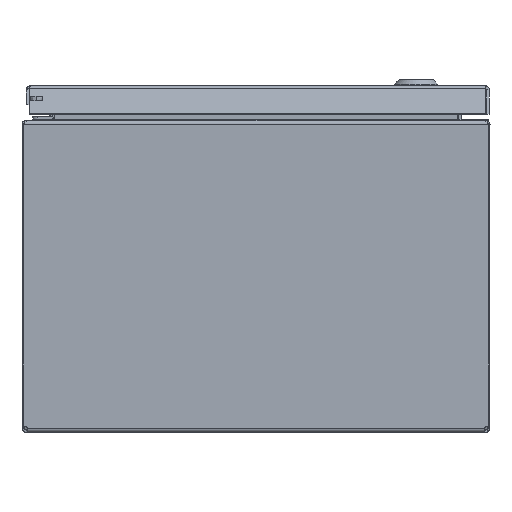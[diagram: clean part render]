
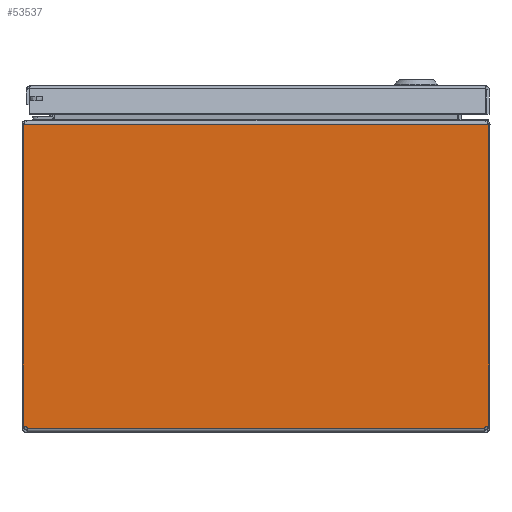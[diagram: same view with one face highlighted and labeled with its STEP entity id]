
A CAD part, front view. The second image highlights one B-rep face of the part: STEP entity #53537.
In plain terms, the highlighted planar face has unit normal (0, -1, 0).
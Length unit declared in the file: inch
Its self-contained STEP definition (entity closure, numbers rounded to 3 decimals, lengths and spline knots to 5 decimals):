
#609 = DIRECTION ( 'NONE',  ( 0., 0., -1. ) ) ;
#3243 = DIRECTION ( 'NONE',  ( 0., 1., 0. ) ) ;
#3609 = CARTESIAN_POINT ( 'NONE',  ( -5.92511, -9.66888, 0.07489 ) ) ;
#3640 = CARTESIAN_POINT ( 'NONE',  ( 0., -9.66888, 0.10525 ) ) ;
#6751 = DIRECTION ( 'NONE',  ( 0., 0., 1. ) ) ;
#7162 = FACE_OUTER_BOUND ( 'NONE', #43212, .T. ) ;
#8130 = ORIENTED_EDGE ( 'NONE', *, *, #47759, .T. ) ;
#9327 = CARTESIAN_POINT ( 'NONE',  ( -5.963, -9.66888, 0.10525 ) ) ;
#11851 = ORIENTED_EDGE ( 'NONE', *, *, #38274, .F. ) ;
#12388 = EDGE_CURVE ( 'NONE', #43096, #24425, #37550, .T. ) ;
#12550 = VERTEX_POINT ( 'NONE', #24779 ) ;
#13026 = CARTESIAN_POINT ( 'NONE',  ( 5.963, -9.66888, 0.13375 ) ) ;
#13389 = EDGE_CURVE ( 'NONE', #12550, #30871, #40881, .T. ) ;
#16427 = LINE ( 'NONE', #22774, #25123 ) ;
#17158 = DIRECTION ( 'NONE',  ( -1., 0., 0. ) ) ;
#17468 = VECTOR ( 'NONE', #34422, 39.37008 ) ;
#17743 = VERTEX_POINT ( 'NONE', #18373 ) ;
#17947 = AXIS2_PLACEMENT_3D ( 'NONE', #3609, #3243, #42292 ) ;
#18373 = CARTESIAN_POINT ( 'NONE',  ( -5.963, -9.66888, 0.13375 ) ) ;
#18650 = EDGE_CURVE ( 'NONE', #17743, #30871, #40913, .T. ) ;
#19376 = VERTEX_POINT ( 'NONE', #21512 ) ;
#21463 = CARTESIAN_POINT ( 'NONE',  ( 5.963, -9.66888, 0.10525 ) ) ;
#21512 = CARTESIAN_POINT ( 'NONE',  ( -5.963, -9.66888, 7.89475 ) ) ;
#22231 = AXIS2_PLACEMENT_3D ( 'NONE', #23964, #28130, #6751 ) ;
#22445 = DIRECTION ( 'NONE',  ( 0., 0., 1. ) ) ;
#22774 = CARTESIAN_POINT ( 'NONE',  ( 0., -9.66888, 7.89475 ) ) ;
#22945 = LINE ( 'NONE', #9327, #32312 ) ;
#23857 = ORIENTED_EDGE ( 'NONE', *, *, #18650, .T. ) ;
#23964 = CARTESIAN_POINT ( 'NONE',  ( 0., -9.66888, -9.51909 ) ) ;
#24425 = VERTEX_POINT ( 'NONE', #13026 ) ;
#24779 = CARTESIAN_POINT ( 'NONE',  ( 5.86203, -9.66888, 0.10525 ) ) ;
#25123 = VECTOR ( 'NONE', #35534, 39.37008 ) ;
#25142 = AXIS2_PLACEMENT_3D ( 'NONE', #30270, #30452, #609 ) ;
#26071 = CIRCLE ( 'NONE', #25142, 0.07 ) ;
#28130 = DIRECTION ( 'NONE',  ( 0., 1., 0. ) ) ;
#28283 = ORIENTED_EDGE ( 'NONE', *, *, #12388, .F. ) ;
#30270 = CARTESIAN_POINT ( 'NONE',  ( 5.92511, -9.66888, 0.07489 ) ) ;
#30452 = DIRECTION ( 'NONE',  ( 0., 1., 0. ) ) ;
#30871 = VERTEX_POINT ( 'NONE', #47560 ) ;
#32312 = VECTOR ( 'NONE', #22445, 39.37008 ) ;
#32428 = PLANE ( 'NONE',  #22231 ) ;
#32678 = CARTESIAN_POINT ( 'NONE',  ( 5.963, -9.66888, 7.89475 ) ) ;
#34422 = DIRECTION ( 'NONE',  ( 0., 0., -1. ) ) ;
#35534 = DIRECTION ( 'NONE',  ( 1., 0., 0. ) ) ;
#37550 = LINE ( 'NONE', #21463, #17468 ) ;
#38274 = EDGE_CURVE ( 'NONE', #19376, #43096, #16427, .T. ) ;
#40881 = LINE ( 'NONE', #3640, #47571 ) ;
#40913 = CIRCLE ( 'NONE', #17947, 0.07 ) ;
#41593 = EDGE_CURVE ( 'NONE', #17743, #19376, #22945, .T. ) ;
#42292 = DIRECTION ( 'NONE',  ( 0., 0., -1. ) ) ;
#43096 = VERTEX_POINT ( 'NONE', #32678 ) ;
#43212 = EDGE_LOOP ( 'NONE', ( #54626, #8130, #28283, #11851, #52522, #23857 ) ) ;
#47560 = CARTESIAN_POINT ( 'NONE',  ( -5.86203, -9.66888, 0.10525 ) ) ;
#47571 = VECTOR ( 'NONE', #17158, 39.37008 ) ;
#47759 = EDGE_CURVE ( 'NONE', #12550, #24425, #26071, .T. ) ;
#52522 = ORIENTED_EDGE ( 'NONE', *, *, #41593, .F. ) ;
#53537 = ADVANCED_FACE ( 'NONE', ( #7162 ), #32428, .F. ) ;
#54626 = ORIENTED_EDGE ( 'NONE', *, *, #13389, .F. ) ;
